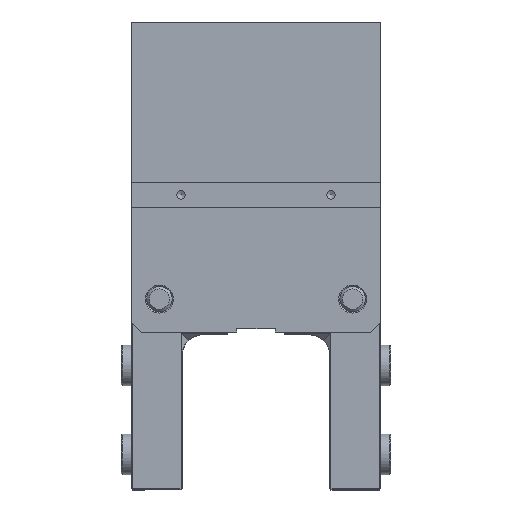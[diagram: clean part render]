
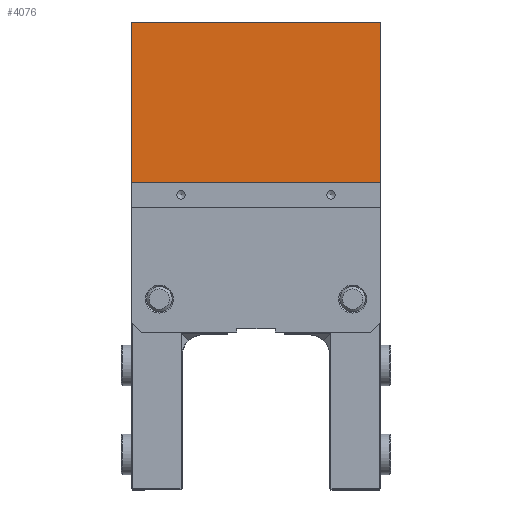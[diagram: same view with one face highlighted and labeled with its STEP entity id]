
A CAD part, top view. The second image highlights one B-rep face of the part: STEP entity #4076.
In plain terms, the highlighted planar face has unit normal (0, 0, 1).
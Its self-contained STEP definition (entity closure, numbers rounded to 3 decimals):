
#145=PLANE('',#4450);
#333=FACE_OUTER_BOUND('',#564,.T.);
#564=EDGE_LOOP('',(#2916,#2917,#2918,#2919));
#1013=LINE('',#6180,#1404);
#1031=LINE('',#6268,#1422);
#1038=LINE('',#6298,#1429);
#1039=LINE('',#6299,#1430);
#1404=VECTOR('',#4890,1000.);
#1422=VECTOR('',#4964,1000.);
#1429=VECTOR('',#4995,1000.);
#1430=VECTOR('',#4996,1000.);
#1801=VERTEX_POINT('',#6177);
#1802=VERTEX_POINT('',#6179);
#1844=VERTEX_POINT('',#6266);
#1855=VERTEX_POINT('',#6297);
#2225=EDGE_CURVE('',#1802,#1801,#1013,.T.);
#2269=EDGE_CURVE('',#1801,#1844,#1031,.T.);
#2284=EDGE_CURVE('',#1855,#1844,#1038,.T.);
#2285=EDGE_CURVE('',#1855,#1802,#1039,.T.);
#2916=ORIENTED_EDGE('',*,*,#2269,.T.);
#2917=ORIENTED_EDGE('',*,*,#2284,.F.);
#2918=ORIENTED_EDGE('',*,*,#2285,.T.);
#2919=ORIENTED_EDGE('',*,*,#2225,.T.);
#4076=ADVANCED_FACE('',(#333),#145,.F.);
#4450=AXIS2_PLACEMENT_3D('',#6296,#4993,#4994);
#4890=DIRECTION('',(-1.,0.,0.));
#4964=DIRECTION('',(0.,-1.,0.));
#4993=DIRECTION('center_axis',(0.,0.,-1.));
#4994=DIRECTION('ref_axis',(-1.,0.,0.));
#4995=DIRECTION('',(-1.,0.,0.));
#4996=DIRECTION('',(0.,1.,0.));
#6177=CARTESIAN_POINT('',(-49.,0.,34.5));
#6179=CARTESIAN_POINT('',(49.,0.,34.5));
#6180=CARTESIAN_POINT('',(-49.,0.,34.5));
#6266=CARTESIAN_POINT('',(-49.,-63.,34.5));
#6268=CARTESIAN_POINT('',(-49.,-118.,34.5));
#6296=CARTESIAN_POINT('Origin',(-49.,0.,34.5));
#6297=CARTESIAN_POINT('',(49.,-63.,34.5));
#6298=CARTESIAN_POINT('',(-49.,-63.,34.5));
#6299=CARTESIAN_POINT('',(49.,-118.,34.5));
